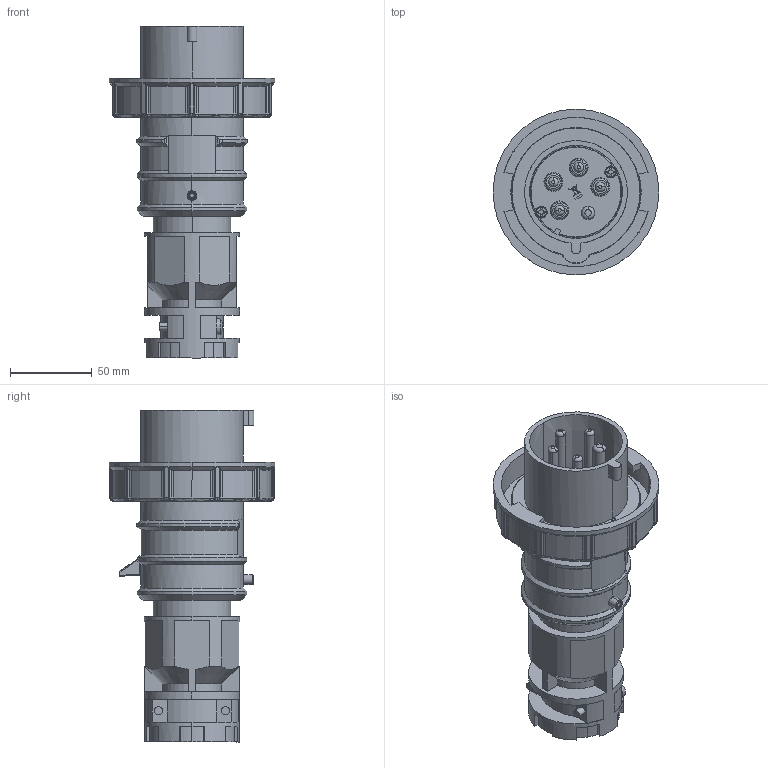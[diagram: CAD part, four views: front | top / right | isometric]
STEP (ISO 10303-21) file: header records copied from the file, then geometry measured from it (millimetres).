
FILE_DESCRIPTION (( 'STEP AP203' ), '1' );
FILE_NAME ('BRY530P7W.step', '2022-08-17T19:40:33', ( '' ), ( '' ), 'SwSTEP 2.0', 'SolidWorks 2021', '' );
FILE_SCHEMA (( 'CONFIG_CONTROL_DESIGN' ));
Length unit declared in the file: millimetre
Products named in the file (1): BRY530P7W
Bounding box: 101.5 x 101.5 x 203.33 mm (x, y, z)
Volume: 459018.5 mm3; surface area: 104002.5 mm2
Topology: 6 solids, 6 shells, 861 faces, 2317 edges, 1473 vertices
Faces by surface type: plane 337, cylinder 266, torus 97, bspline 83, cone 70, sphere 8
Entity records: 30487 total; most frequent: CARTESIAN_POINT 9844, ORIENTED_EDGE 4586, DIRECTION 3971, EDGE_CURVE 2293, AXIS2_PLACEMENT_3D 1479, VERTEX_POINT 1471, LINE 1013, VECTOR 1013
